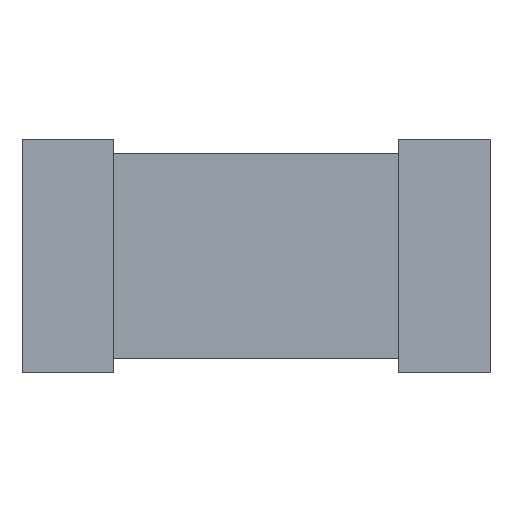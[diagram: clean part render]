
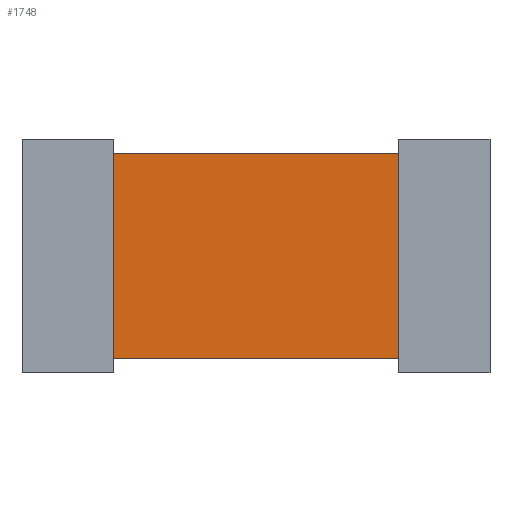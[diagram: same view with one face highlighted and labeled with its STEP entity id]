
A CAD part, front view. The second image highlights one B-rep face of the part: STEP entity #1748.
In plain terms, the highlighted planar face has unit normal (0, -1, 0).
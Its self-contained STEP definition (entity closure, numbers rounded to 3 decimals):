
#180 = EDGE_CURVE ( 'NONE', #1024, #1578, #1858, .T. ) ;
#196 = ORIENTED_EDGE ( 'NONE', *, *, #180, .F. ) ;
#199 = FACE_OUTER_BOUND ( 'NONE', #711, .T. ) ;
#441 = PLANE ( 'NONE',  #1040 ) ;
#522 = ORIENTED_EDGE ( 'NONE', *, *, #2174, .F. ) ;
#693 = DIRECTION ( 'NONE',  ( 1., 0., 0. ) ) ;
#711 = EDGE_LOOP ( 'NONE', ( #522, #827, #196, #2611 ) ) ;
#715 = CARTESIAN_POINT ( 'NONE',  ( -3., 0., -1.4 ) ) ;
#827 = ORIENTED_EDGE ( 'NONE', *, *, #2695, .F. ) ;
#873 = VERTEX_POINT ( 'NONE', #938 ) ;
#902 = DIRECTION ( 'NONE',  ( 0., 1., 0. ) ) ;
#936 = CARTESIAN_POINT ( 'NONE',  ( -1.95, 0., 0. ) ) ;
#938 = CARTESIAN_POINT ( 'NONE',  ( 1.95, 0., -1.4 ) ) ;
#964 = VECTOR ( 'NONE', #1383, 1000. ) ;
#1004 = LINE ( 'NONE', #1661, #2013 ) ;
#1024 = VERTEX_POINT ( 'NONE', #1753 ) ;
#1040 = AXIS2_PLACEMENT_3D ( 'NONE', #1321, #902, #1773 ) ;
#1151 = EDGE_CURVE ( 'NONE', #873, #1024, #2055, .T. ) ;
#1321 = CARTESIAN_POINT ( 'NONE',  ( 0., 0., 0. ) ) ;
#1383 = DIRECTION ( 'NONE',  ( -1., 0., 0. ) ) ;
#1564 = VERTEX_POINT ( 'NONE', #1904 ) ;
#1578 = VERTEX_POINT ( 'NONE', #1917 ) ;
#1619 = DIRECTION ( 'NONE',  ( 0., 0., 1. ) ) ;
#1661 = CARTESIAN_POINT ( 'NONE',  ( 1.95, 0., 0. ) ) ;
#1748 = ADVANCED_FACE ( 'NONE', ( #199 ), #441, .F. ) ;
#1753 = CARTESIAN_POINT ( 'NONE',  ( -1.95, 0., -1.4 ) ) ;
#1767 = LINE ( 'NONE', #1782, #2535 ) ;
#1773 = DIRECTION ( 'NONE',  ( 0., 0., 1. ) ) ;
#1782 = CARTESIAN_POINT ( 'NONE',  ( -3., 0., 1.4 ) ) ;
#1858 = LINE ( 'NONE', #936, #2720 ) ;
#1904 = CARTESIAN_POINT ( 'NONE',  ( 1.95, 0., 1.4 ) ) ;
#1917 = CARTESIAN_POINT ( 'NONE',  ( -1.95, 0., 1.4 ) ) ;
#2013 = VECTOR ( 'NONE', #2746, 1000. ) ;
#2055 = LINE ( 'NONE', #715, #964 ) ;
#2174 = EDGE_CURVE ( 'NONE', #1564, #873, #1004, .T. ) ;
#2535 = VECTOR ( 'NONE', #693, 1000. ) ;
#2611 = ORIENTED_EDGE ( 'NONE', *, *, #1151, .F. ) ;
#2695 = EDGE_CURVE ( 'NONE', #1578, #1564, #1767, .T. ) ;
#2720 = VECTOR ( 'NONE', #1619, 1000. ) ;
#2746 = DIRECTION ( 'NONE',  ( 0., 0., -1. ) ) ;
